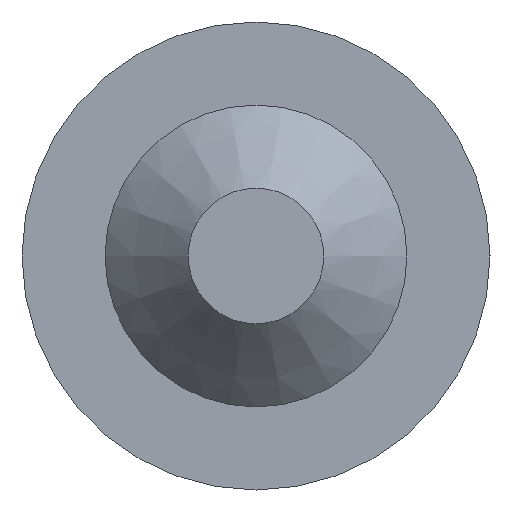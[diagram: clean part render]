
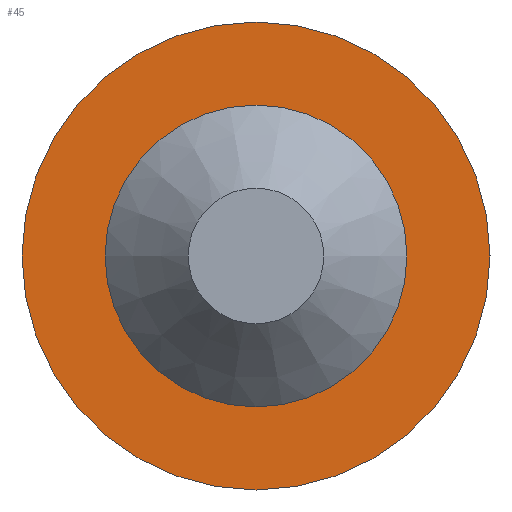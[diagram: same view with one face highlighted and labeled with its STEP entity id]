
A CAD part, front view. The second image highlights one B-rep face of the part: STEP entity #45.
In plain terms, the highlighted planar face has unit normal (0, -1, 0).
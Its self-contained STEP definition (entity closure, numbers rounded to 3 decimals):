
#14 = EDGE_LOOP ( 'NONE', ( #64 ) ) ;
#15 = CIRCLE ( 'NONE', #20, 6.9 ) ;
#20 = AXIS2_PLACEMENT_3D ( 'NONE', #89, #31, #151 ) ;
#31 = DIRECTION ( 'NONE',  ( 0., 1., 0. ) ) ;
#34 = CARTESIAN_POINT ( 'NONE',  ( -3.9, 4., 0. ) ) ;
#39 = VERTEX_POINT ( 'NONE', #72 ) ;
#45 = ADVANCED_FACE ( 'NONE', ( #124, #120 ), #85, .T. ) ;
#53 = EDGE_CURVE ( 'NONE', #154, #154, #15, .T. ) ;
#64 = ORIENTED_EDGE ( 'NONE', *, *, #132, .T. ) ;
#66 = AXIS2_PLACEMENT_3D ( 'NONE', #205, #191, #189 ) ;
#72 = CARTESIAN_POINT ( 'NONE',  ( -3.9, 4., 0. ) ) ;
#85 = PLANE ( 'NONE',  #110 ) ;
#89 = CARTESIAN_POINT ( 'NONE',  ( 0., 4., 0. ) ) ;
#100 = ORIENTED_EDGE ( 'NONE', *, *, #53, .F. ) ;
#110 = AXIS2_PLACEMENT_3D ( 'NONE', #34, #214, #202 ) ;
#120 = FACE_OUTER_BOUND ( 'NONE', #179, .T. ) ;
#124 = FACE_BOUND ( 'NONE', #14, .T. ) ;
#125 = CARTESIAN_POINT ( 'NONE',  ( -6.9, 4., 0. ) ) ;
#132 = EDGE_CURVE ( 'NONE', #39, #39, #213, .T. ) ;
#151 = DIRECTION ( 'NONE',  ( -1., 0., 0. ) ) ;
#154 = VERTEX_POINT ( 'NONE', #125 ) ;
#179 = EDGE_LOOP ( 'NONE', ( #100 ) ) ;
#189 = DIRECTION ( 'NONE',  ( -1., 0., 0. ) ) ;
#191 = DIRECTION ( 'NONE',  ( 0., 1., 0. ) ) ;
#202 = DIRECTION ( 'NONE',  ( 1., 0., 0. ) ) ;
#205 = CARTESIAN_POINT ( 'NONE',  ( 0., 4., 0. ) ) ;
#213 = CIRCLE ( 'NONE', #66, 3.9 ) ;
#214 = DIRECTION ( 'NONE',  ( 0., -1., 0. ) ) ;
